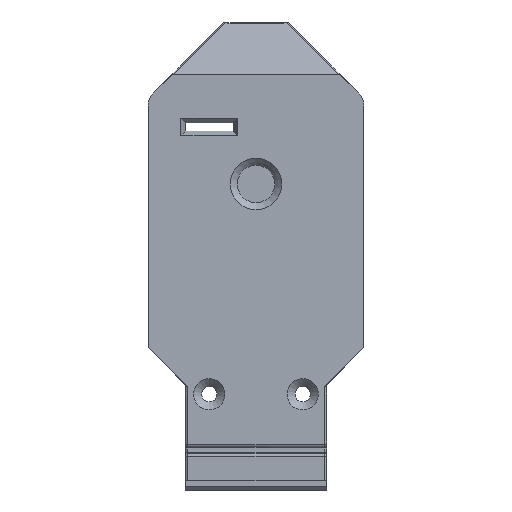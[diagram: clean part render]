
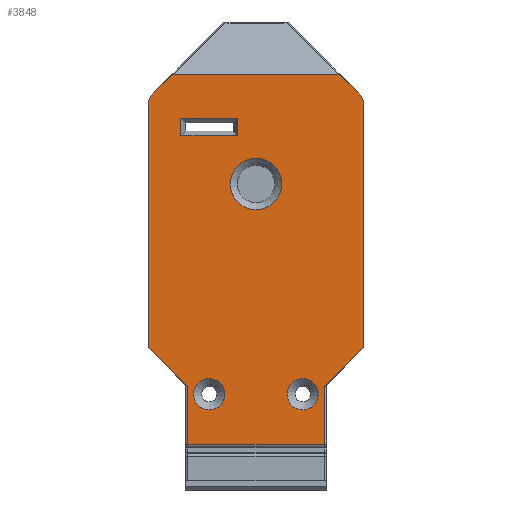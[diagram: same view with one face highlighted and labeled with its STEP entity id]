
A CAD part, front view. The second image highlights one B-rep face of the part: STEP entity #3848.
In plain terms, the highlighted planar face has unit normal (0, -1, 0).
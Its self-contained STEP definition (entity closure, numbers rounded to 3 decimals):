
#230=FACE_BOUND('',#489,.T.);
#231=FACE_BOUND('',#490,.T.);
#232=FACE_BOUND('',#491,.T.);
#233=FACE_BOUND('',#492,.T.);
#249=FACE_OUTER_BOUND('',#488,.T.);
#488=EDGE_LOOP('',(#2560,#2561,#2562,#2563,#2564,#2565,#2566,#2567,#2568,
#2569,#2570,#2571,#2572,#2573));
#489=EDGE_LOOP('',(#2574,#2575,#2576,#2577));
#490=EDGE_LOOP('',(#2578));
#491=EDGE_LOOP('',(#2579));
#492=EDGE_LOOP('',(#2580));
#746=ELLIPSE('',#4103,0.756,0.5);
#747=ELLIPSE('',#4104,0.756,0.5);
#764=CIRCLE('',#4102,4.);
#765=CIRCLE('',#4105,4.);
#766=CIRCLE('',#4106,3.35);
#767=CIRCLE('',#4107,3.35);
#768=CIRCLE('',#4108,5.5);
#922=LINE('',#5574,#1264);
#923=LINE('',#5576,#1265);
#924=LINE('',#5578,#1266);
#925=LINE('',#5580,#1267);
#926=LINE('',#5582,#1268);
#927=LINE('',#5584,#1269);
#928=LINE('',#5588,#1270);
#929=LINE('',#5592,#1271);
#930=LINE('',#5596,#1272);
#931=LINE('',#5599,#1273);
#932=LINE('',#5602,#1274);
#933=LINE('',#5604,#1275);
#934=LINE('',#5606,#1276);
#935=LINE('',#5607,#1277);
#1264=VECTOR('',#4480,12.021);
#1265=VECTOR('',#4481,12.25);
#1266=VECTOR('',#4482,29.2);
#1267=VECTOR('',#4483,12.25);
#1268=VECTOR('',#4484,12.021);
#1269=VECTOR('',#4485,51.665);
#1270=VECTOR('',#4488,5.105);
#1271=VECTOR('',#4491,35.429);
#1272=VECTOR('',#4494,5.105);
#1273=VECTOR('',#4497,51.665);
#1274=VECTOR('',#4498,3.8);
#1275=VECTOR('',#4499,12.2);
#1276=VECTOR('',#4500,3.8);
#1277=VECTOR('',#4501,12.2);
#1606=VERTEX_POINT('',#5572);
#1607=VERTEX_POINT('',#5573);
#1608=VERTEX_POINT('',#5575);
#1609=VERTEX_POINT('',#5577);
#1610=VERTEX_POINT('',#5579);
#1611=VERTEX_POINT('',#5581);
#1612=VERTEX_POINT('',#5583);
#1613=VERTEX_POINT('',#5585);
#1614=VERTEX_POINT('',#5587);
#1615=VERTEX_POINT('',#5589);
#1616=VERTEX_POINT('',#5591);
#1617=VERTEX_POINT('',#5593);
#1618=VERTEX_POINT('',#5595);
#1619=VERTEX_POINT('',#5597);
#1620=VERTEX_POINT('',#5600);
#1621=VERTEX_POINT('',#5601);
#1622=VERTEX_POINT('',#5603);
#1623=VERTEX_POINT('',#5605);
#1624=VERTEX_POINT('',#5608);
#1625=VERTEX_POINT('',#5610);
#1626=VERTEX_POINT('',#5612);
#1966=EDGE_CURVE('',#1606,#1607,#922,.T.);
#1967=EDGE_CURVE('',#1608,#1607,#923,.T.);
#1968=EDGE_CURVE('',#1608,#1609,#924,.T.);
#1969=EDGE_CURVE('',#1610,#1609,#925,.T.);
#1970=EDGE_CURVE('',#1610,#1611,#926,.T.);
#1971=EDGE_CURVE('',#1612,#1611,#927,.T.);
#1972=EDGE_CURVE('',#1612,#1613,#764,.T.);
#1973=EDGE_CURVE('',#1613,#1614,#928,.T.);
#1974=EDGE_CURVE('',#1614,#1615,#746,.T.);
#1975=EDGE_CURVE('',#1616,#1615,#929,.T.);
#1976=EDGE_CURVE('',#1616,#1617,#747,.T.);
#1977=EDGE_CURVE('',#1617,#1618,#930,.T.);
#1978=EDGE_CURVE('',#1618,#1619,#765,.T.);
#1979=EDGE_CURVE('',#1619,#1606,#931,.T.);
#1980=EDGE_CURVE('',#1620,#1621,#932,.T.);
#1981=EDGE_CURVE('',#1621,#1622,#933,.T.);
#1982=EDGE_CURVE('',#1622,#1623,#934,.T.);
#1983=EDGE_CURVE('',#1623,#1620,#935,.T.);
#1984=EDGE_CURVE('',#1624,#1624,#766,.T.);
#1985=EDGE_CURVE('',#1625,#1625,#767,.T.);
#1986=EDGE_CURVE('',#1626,#1626,#768,.T.);
#2560=ORIENTED_EDGE('',*,*,#1966,.T.);
#2561=ORIENTED_EDGE('',*,*,#1967,.F.);
#2562=ORIENTED_EDGE('',*,*,#1968,.T.);
#2563=ORIENTED_EDGE('',*,*,#1969,.F.);
#2564=ORIENTED_EDGE('',*,*,#1970,.T.);
#2565=ORIENTED_EDGE('',*,*,#1971,.F.);
#2566=ORIENTED_EDGE('',*,*,#1972,.T.);
#2567=ORIENTED_EDGE('',*,*,#1973,.T.);
#2568=ORIENTED_EDGE('',*,*,#1974,.T.);
#2569=ORIENTED_EDGE('',*,*,#1975,.F.);
#2570=ORIENTED_EDGE('',*,*,#1976,.T.);
#2571=ORIENTED_EDGE('',*,*,#1977,.T.);
#2572=ORIENTED_EDGE('',*,*,#1978,.T.);
#2573=ORIENTED_EDGE('',*,*,#1979,.T.);
#2574=ORIENTED_EDGE('',*,*,#1980,.T.);
#2575=ORIENTED_EDGE('',*,*,#1981,.T.);
#2576=ORIENTED_EDGE('',*,*,#1982,.T.);
#2577=ORIENTED_EDGE('',*,*,#1983,.T.);
#2578=ORIENTED_EDGE('',*,*,#1984,.T.);
#2579=ORIENTED_EDGE('',*,*,#1985,.T.);
#2580=ORIENTED_EDGE('',*,*,#1986,.T.);
#3748=PLANE('',#4101);
#3848=ADVANCED_FACE('',(#249,#230,#231,#232,#233),#3748,.F.);
#4101=AXIS2_PLACEMENT_3D('',#5571,#4478,#4479);
#4102=AXIS2_PLACEMENT_3D('',#5586,#4486,#4487);
#4103=AXIS2_PLACEMENT_3D('',#5590,#4489,#4490);
#4104=AXIS2_PLACEMENT_3D('',#5594,#4492,#4493);
#4105=AXIS2_PLACEMENT_3D('',#5598,#4495,#4496);
#4106=AXIS2_PLACEMENT_3D('',#5609,#4502,#4503);
#4107=AXIS2_PLACEMENT_3D('',#5611,#4504,#4505);
#4108=AXIS2_PLACEMENT_3D('',#5613,#4506,#4507);
#4478=DIRECTION('center_axis',(0.,1.,0.));
#4479=DIRECTION('ref_axis',(1.,0.,0.));
#4480=DIRECTION('',(0.707,0.,-0.707));
#4481=DIRECTION('',(0.,0.,1.));
#4482=DIRECTION('',(1.,0.,0.));
#4483=DIRECTION('',(0.,0.,-1.));
#4484=DIRECTION('',(0.707,0.,0.707));
#4485=DIRECTION('',(0.,0.,-1.));
#4486=DIRECTION('center_axis',(0.,-1.,0.));
#4487=DIRECTION('ref_axis',(1.,0.,0.));
#4488=DIRECTION('',(-0.707,0.,0.707));
#4489=DIRECTION('center_axis',(0.,-1.,0.));
#4490=DIRECTION('ref_axis',(-0.707,0.,0.707));
#4491=DIRECTION('',(1.,0.,0.));
#4492=DIRECTION('center_axis',(0.,-1.,0.));
#4493=DIRECTION('ref_axis',(0.707,0.,0.707));
#4494=DIRECTION('',(-0.707,0.,-0.707));
#4495=DIRECTION('center_axis',(0.,-1.,0.));
#4496=DIRECTION('ref_axis',(-0.707,0.,0.707));
#4497=DIRECTION('',(0.,0.,-1.));
#4498=DIRECTION('',(0.,0.,-1.));
#4499=DIRECTION('',(-1.,0.,0.));
#4500=DIRECTION('',(0.,0.,1.));
#4501=DIRECTION('',(1.,0.,0.));
#4502=DIRECTION('center_axis',(0.,1.,0.));
#4503=DIRECTION('ref_axis',(0.,0.,1.));
#4504=DIRECTION('center_axis',(0.,1.,0.));
#4505=DIRECTION('ref_axis',(0.,0.,1.));
#4506=DIRECTION('center_axis',(0.,1.,0.));
#4507=DIRECTION('ref_axis',(0.,0.,1.));
#5571=CARTESIAN_POINT('Origin',(0.,-11.5,0.));
#5572=CARTESIAN_POINT('',(-23.1,-11.5,65.));
#5573=CARTESIAN_POINT('',(-14.6,-11.5,56.5));
#5574=CARTESIAN_POINT('',(-23.1,-11.5,65.));
#5575=CARTESIAN_POINT('',(-14.6,-11.5,44.25));
#5576=CARTESIAN_POINT('',(-14.6,-11.5,44.25));
#5577=CARTESIAN_POINT('',(14.6,-11.5,44.25));
#5578=CARTESIAN_POINT('',(-14.6,-11.5,44.25));
#5579=CARTESIAN_POINT('',(14.6,-11.5,56.5));
#5580=CARTESIAN_POINT('',(14.6,-11.5,56.5));
#5581=CARTESIAN_POINT('',(23.1,-11.5,65.));
#5582=CARTESIAN_POINT('',(14.6,-11.5,56.5));
#5583=CARTESIAN_POINT('',(23.1,-11.5,116.665));
#5584=CARTESIAN_POINT('',(23.1,-11.5,116.665));
#5585=CARTESIAN_POINT('',(21.928,-11.5,119.493));
#5586=CARTESIAN_POINT('Origin',(19.1,-11.5,116.665));
#5587=CARTESIAN_POINT('',(18.318,-11.5,123.103));
#5588=CARTESIAN_POINT('',(21.928,-11.5,119.493));
#5589=CARTESIAN_POINT('',(17.714,-11.5,123.39));
#5590=CARTESIAN_POINT('Origin',(17.965,-11.5,122.749));
#5591=CARTESIAN_POINT('',(-17.714,-11.5,123.39));
#5592=CARTESIAN_POINT('',(-17.714,-11.5,123.39));
#5593=CARTESIAN_POINT('',(-18.318,-11.5,123.103));
#5594=CARTESIAN_POINT('Origin',(-17.965,-11.5,122.749));
#5595=CARTESIAN_POINT('',(-21.928,-11.5,119.493));
#5596=CARTESIAN_POINT('',(-18.318,-11.5,123.103));
#5597=CARTESIAN_POINT('',(-23.1,-11.5,116.665));
#5598=CARTESIAN_POINT('Origin',(-19.1,-11.5,116.665));
#5599=CARTESIAN_POINT('',(-23.1,-11.5,116.665));
#5600=CARTESIAN_POINT('',(-3.9,-11.5,114.093));
#5601=CARTESIAN_POINT('',(-3.9,-11.5,110.293));
#5602=CARTESIAN_POINT('',(-3.9,-11.5,114.093));
#5603=CARTESIAN_POINT('',(-16.1,-11.5,110.293));
#5604=CARTESIAN_POINT('',(-3.9,-11.5,110.293));
#5605=CARTESIAN_POINT('',(-16.1,-11.5,114.093));
#5606=CARTESIAN_POINT('',(-16.1,-11.5,110.293));
#5607=CARTESIAN_POINT('',(-16.1,-11.5,114.093));
#5608=CARTESIAN_POINT('',(-10.,-11.5,58.35));
#5609=CARTESIAN_POINT('Origin',(-10.,-11.5,55.));
#5610=CARTESIAN_POINT('',(10.,-11.5,58.35));
#5611=CARTESIAN_POINT('Origin',(10.,-11.5,55.));
#5612=CARTESIAN_POINT('',(0.,-11.5,105.5));
#5613=CARTESIAN_POINT('Origin',(0.,-11.5,100.));
